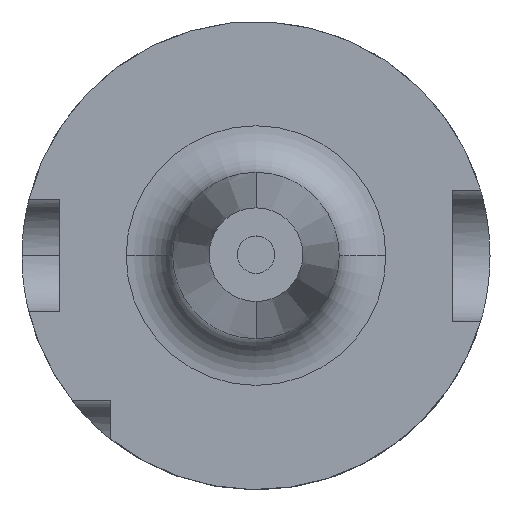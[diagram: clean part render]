
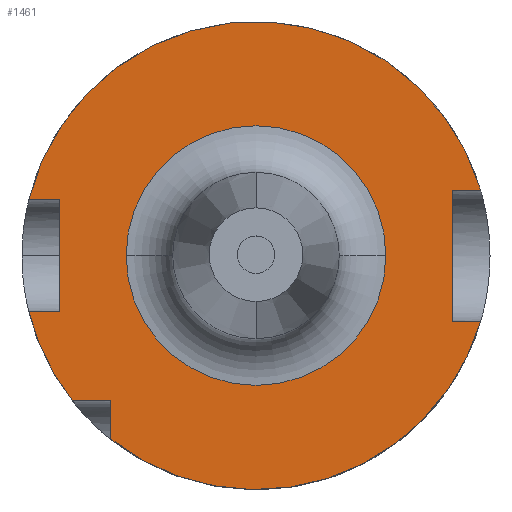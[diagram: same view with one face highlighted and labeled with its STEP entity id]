
A CAD part, top view. The second image highlights one B-rep face of the part: STEP entity #1461.
In plain terms, the highlighted planar face has unit normal (0, 0, 1).
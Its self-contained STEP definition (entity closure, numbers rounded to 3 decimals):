
#31 = EDGE_CURVE ( 'NONE', #861, #2855, #1076, .T. ) ;
#84 = VERTEX_POINT ( 'NONE', #779 ) ;
#110 = VERTEX_POINT ( 'NONE', #578 ) ;
#195 = DIRECTION ( 'NONE',  ( -1., 0., 0. ) ) ;
#234 = CARTESIAN_POINT ( 'NONE',  ( -15.5, -19.615, 26. ) ) ;
#240 = EDGE_CURVE ( 'NONE', #110, #327, #2102, .T. ) ;
#311 = DIRECTION ( 'NONE',  ( 1., 0., 0. ) ) ;
#316 = VERTEX_POINT ( 'NONE', #1716 ) ;
#327 = VERTEX_POINT ( 'NONE', #1736 ) ;
#333 = LINE ( 'NONE', #2015, #1169 ) ;
#340 = VECTOR ( 'NONE', #2676, 1000. ) ;
#350 = CARTESIAN_POINT ( 'NONE',  ( -19.615, -15.5, 26. ) ) ;
#352 = ORIENTED_EDGE ( 'NONE', *, *, #240, .T. ) ;
#362 = CARTESIAN_POINT ( 'NONE',  ( 0., 0., 26. ) ) ;
#395 = CARTESIAN_POINT ( 'NONE',  ( 31., 7., 26. ) ) ;
#417 = ORIENTED_EDGE ( 'NONE', *, *, #3092, .T. ) ;
#470 = VECTOR ( 'NONE', #1873, 1000. ) ;
#481 = CARTESIAN_POINT ( 'NONE',  ( 0., 0., 26. ) ) ;
#504 = CARTESIAN_POINT ( 'NONE',  ( 24., 7., 26. ) ) ;
#578 = CARTESIAN_POINT ( 'NONE',  ( -21., 6., 26. ) ) ;
#597 = DIRECTION ( 'NONE',  ( 1., 0., 0. ) ) ;
#662 = DIRECTION ( 'NONE',  ( -1., 0., 0. ) ) ;
#675 = CARTESIAN_POINT ( 'NONE',  ( 0., -15.5, 26. ) ) ;
#681 = VECTOR ( 'NONE', #2299, 1000. ) ;
#746 = EDGE_LOOP ( 'NONE', ( #2680, #2107 ) ) ;
#748 = CARTESIAN_POINT ( 'NONE',  ( -15.5, -15.5, 26. ) ) ;
#772 = ORIENTED_EDGE ( 'NONE', *, *, #2756, .F. ) ;
#779 = CARTESIAN_POINT ( 'NONE',  ( 21., 7., 26. ) ) ;
#789 = CARTESIAN_POINT ( 'NONE',  ( 0., 0., 26. ) ) ;
#796 = DIRECTION ( 'NONE',  ( 0., -1., 0. ) ) ;
#804 = DIRECTION ( 'NONE',  ( 0., 0., 1. ) ) ;
#834 = CARTESIAN_POINT ( 'NONE',  ( 31., -7., 26. ) ) ;
#861 = VERTEX_POINT ( 'NONE', #350 ) ;
#868 = PLANE ( 'NONE',  #1290 ) ;
#986 = AXIS2_PLACEMENT_3D ( 'NONE', #789, #804, #1254 ) ;
#989 = CIRCLE ( 'NONE', #1700, 25. ) ;
#1076 = LINE ( 'NONE', #675, #470 ) ;
#1129 = VERTEX_POINT ( 'NONE', #234 ) ;
#1130 = DIRECTION ( 'NONE',  ( 0., 0., -1. ) ) ;
#1153 = CARTESIAN_POINT ( 'NONE',  ( 0., 0., 26. ) ) ;
#1169 = VECTOR ( 'NONE', #1505, 1000. ) ;
#1174 = LINE ( 'NONE', #1963, #1878 ) ;
#1182 = VERTEX_POINT ( 'NONE', #2189 ) ;
#1216 = EDGE_CURVE ( 'NONE', #2154, #110, #1174, .T. ) ;
#1254 = DIRECTION ( 'NONE',  ( 1., 0., 0. ) ) ;
#1255 = CIRCLE ( 'NONE', #986, 25. ) ;
#1259 = DIRECTION ( 'NONE',  ( 0., 0., 1. ) ) ;
#1270 = FACE_OUTER_BOUND ( 'NONE', #2599, .T. ) ;
#1289 = DIRECTION ( 'NONE',  ( 0., 0., 1. ) ) ;
#1290 = AXIS2_PLACEMENT_3D ( 'NONE', #1829, #1130, #195 ) ;
#1295 = LINE ( 'NONE', #834, #681 ) ;
#1310 = CARTESIAN_POINT ( 'NONE',  ( 13.872, 0., 26. ) ) ;
#1402 = AXIS2_PLACEMENT_3D ( 'NONE', #1153, #1886, #1862 ) ;
#1414 = EDGE_CURVE ( 'NONE', #316, #327, #2222, .T. ) ;
#1461 = ADVANCED_FACE ( 'NONE', ( #1651, #1270 ), #868, .F. ) ;
#1505 = DIRECTION ( 'NONE',  ( 0., -1., 0. ) ) ;
#1545 = CARTESIAN_POINT ( 'NONE',  ( 0., 0., 26. ) ) ;
#1569 = VECTOR ( 'NONE', #796, 1000. ) ;
#1577 = VECTOR ( 'NONE', #3009, 1000. ) ;
#1604 = CIRCLE ( 'NONE', #2494, 13.872 ) ;
#1611 = CARTESIAN_POINT ( 'NONE',  ( -31., -6., 26. ) ) ;
#1651 = FACE_BOUND ( 'NONE', #746, .T. ) ;
#1700 = AXIS2_PLACEMENT_3D ( 'NONE', #1545, #1289, #597 ) ;
#1716 = CARTESIAN_POINT ( 'NONE',  ( -24.269, -6., 26. ) ) ;
#1736 = CARTESIAN_POINT ( 'NONE',  ( -21., -6., 26. ) ) ;
#1811 = ORIENTED_EDGE ( 'NONE', *, *, #31, .T. ) ;
#1829 = CARTESIAN_POINT ( 'NONE',  ( 0., 25., 26. ) ) ;
#1850 = ORIENTED_EDGE ( 'NONE', *, *, #2518, .T. ) ;
#1862 = DIRECTION ( 'NONE',  ( -1., 0., 0. ) ) ;
#1873 = DIRECTION ( 'NONE',  ( 1., 0., 0. ) ) ;
#1878 = VECTOR ( 'NONE', #311, 1000. ) ;
#1886 = DIRECTION ( 'NONE',  ( 0., 0., -1. ) ) ;
#1905 = EDGE_CURVE ( 'NONE', #2142, #2194, #2176, .T. ) ;
#1944 = ORIENTED_EDGE ( 'NONE', *, *, #2362, .F. ) ;
#1963 = CARTESIAN_POINT ( 'NONE',  ( -31., 6., 26. ) ) ;
#2015 = CARTESIAN_POINT ( 'NONE',  ( 21., -7., 26. ) ) ;
#2025 = CARTESIAN_POINT ( 'NONE',  ( -13.872, 0., 26. ) ) ;
#2068 = DIRECTION ( 'NONE',  ( 0., 0., -1. ) ) ;
#2097 = EDGE_CURVE ( 'NONE', #316, #861, #989, .T. ) ;
#2102 = LINE ( 'NONE', #2180, #340 ) ;
#2107 = ORIENTED_EDGE ( 'NONE', *, *, #2266, .T. ) ;
#2142 = VERTEX_POINT ( 'NONE', #2025 ) ;
#2149 = LINE ( 'NONE', #395, #2981 ) ;
#2150 = CIRCLE ( 'NONE', #3064, 25. ) ;
#2154 = VERTEX_POINT ( 'NONE', #2501 ) ;
#2158 = EDGE_CURVE ( 'NONE', #2776, #1182, #1295, .T. ) ;
#2176 = CIRCLE ( 'NONE', #1402, 13.872 ) ;
#2180 = CARTESIAN_POINT ( 'NONE',  ( -21., -6., 26. ) ) ;
#2189 = CARTESIAN_POINT ( 'NONE',  ( 21., -7., 26. ) ) ;
#2194 = VERTEX_POINT ( 'NONE', #1310 ) ;
#2213 = LINE ( 'NONE', #2473, #1569 ) ;
#2222 = LINE ( 'NONE', #1611, #1577 ) ;
#2236 = ORIENTED_EDGE ( 'NONE', *, *, #1414, .F. ) ;
#2248 = DIRECTION ( 'NONE',  ( 1., 0., 0. ) ) ;
#2266 = EDGE_CURVE ( 'NONE', #2194, #2142, #1604, .T. ) ;
#2299 = DIRECTION ( 'NONE',  ( -1., 0., 0. ) ) ;
#2304 = DIRECTION ( 'NONE',  ( -1., 0., 0. ) ) ;
#2362 = EDGE_CURVE ( 'NONE', #84, #1182, #333, .T. ) ;
#2387 = ORIENTED_EDGE ( 'NONE', *, *, #2097, .T. ) ;
#2473 = CARTESIAN_POINT ( 'NONE',  ( -15.5, 25., 26. ) ) ;
#2494 = AXIS2_PLACEMENT_3D ( 'NONE', #362, #2068, #2304 ) ;
#2501 = CARTESIAN_POINT ( 'NONE',  ( -24.269, 6., 26. ) ) ;
#2518 = EDGE_CURVE ( 'NONE', #2855, #1129, #2213, .T. ) ;
#2559 = VERTEX_POINT ( 'NONE', #504 ) ;
#2599 = EDGE_LOOP ( 'NONE', ( #2387, #1811, #1850, #417, #2669, #1944, #772, #2841, #2829, #352, #2236 ) ) ;
#2653 = CARTESIAN_POINT ( 'NONE',  ( 24., -7., 26. ) ) ;
#2666 = EDGE_CURVE ( 'NONE', #2559, #2154, #1255, .T. ) ;
#2669 = ORIENTED_EDGE ( 'NONE', *, *, #2158, .T. ) ;
#2676 = DIRECTION ( 'NONE',  ( 0., -1., 0. ) ) ;
#2680 = ORIENTED_EDGE ( 'NONE', *, *, #1905, .T. ) ;
#2756 = EDGE_CURVE ( 'NONE', #2559, #84, #2149, .T. ) ;
#2776 = VERTEX_POINT ( 'NONE', #2653 ) ;
#2829 = ORIENTED_EDGE ( 'NONE', *, *, #1216, .T. ) ;
#2841 = ORIENTED_EDGE ( 'NONE', *, *, #2666, .T. ) ;
#2855 = VERTEX_POINT ( 'NONE', #748 ) ;
#2981 = VECTOR ( 'NONE', #662, 1000. ) ;
#3009 = DIRECTION ( 'NONE',  ( 1., 0., 0. ) ) ;
#3064 = AXIS2_PLACEMENT_3D ( 'NONE', #481, #1259, #2248 ) ;
#3092 = EDGE_CURVE ( 'NONE', #1129, #2776, #2150, .T. ) ;
